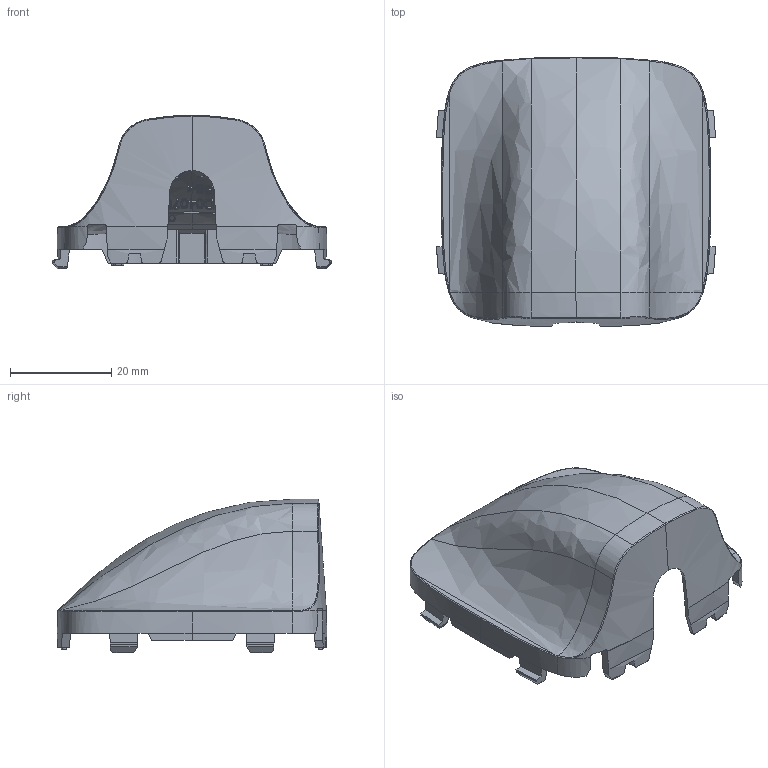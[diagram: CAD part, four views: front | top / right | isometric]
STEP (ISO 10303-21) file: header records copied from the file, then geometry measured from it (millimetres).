
FILE_DESCRIPTION(('CATIA V5 STEP Exchange','CAx-IF Rec.Pracs.--- Model Styling and Organization---1.4--- 2014-01-23'),'2;1');
FILE_NAME('755055_AllCATPart.stp','2020-02-24T12:27:13+00:00',('none'),('none'),'CATIA Version 5-6 Release 2017 SP3','CATIA V5 STEP AP214','none');
FILE_SCHEMA(('AUTOMOTIVE_DESIGN { 1 0 10303 214 1 1 1 1 }'));
Products named in the file (1): 755055_AllCATPart
Bounding box: 55.04 x 53.06 x 30.25 mm (x, y, z)
Volume: 7141 mm3; surface area: 10197.9 mm2
Topology: 1 solids, 1 shells, 2631 faces, 7713 edges, 5121 vertices
Faces by surface type: plane 2437, bspline 143, cylinder 33, extrusion 8, cone 8, sphere 2
Entity records: 103311 total; most frequent: CARTESIAN_POINT 42760, ORIENTED_EDGE 15422, EDGE_CURVE 7711, DIRECTION 6892, B_SPLINE_CURVE_WITH_KNOTS 5627, VERTEX_POINT 5121, EDGE_LOOP 2670, ADVANCED_FACE 2631
